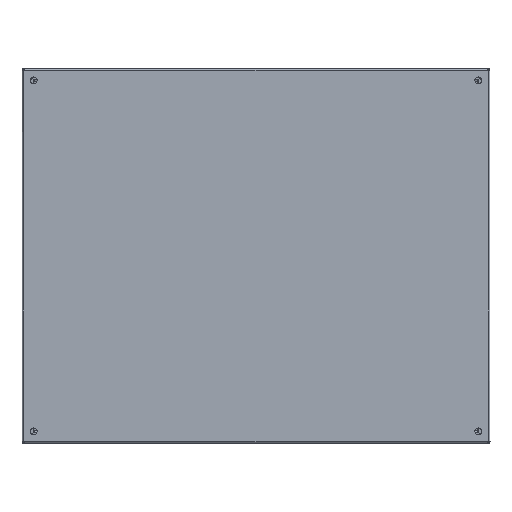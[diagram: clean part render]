
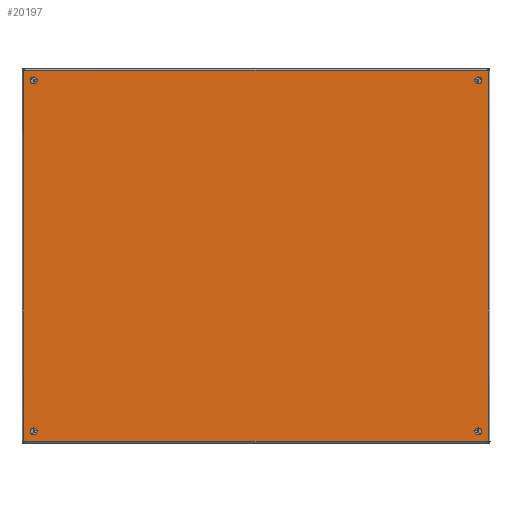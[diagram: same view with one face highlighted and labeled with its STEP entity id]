
A CAD part, top view. The second image highlights one B-rep face of the part: STEP entity #20197.
In plain terms, the highlighted face is planar.
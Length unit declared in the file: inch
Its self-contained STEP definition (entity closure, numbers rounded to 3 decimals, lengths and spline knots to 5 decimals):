
#15298=CARTESIAN_POINT('',(0.53125,0.75,0.0));
#15299=VERTEX_POINT('',#15298);
#15300=CARTESIAN_POINT('',(0.75,0.75,0.0));
#15301=DIRECTION('',(0.0,0.0,1.0));
#15302=DIRECTION('',(1.0,0.0,0.0));
#15303=AXIS2_PLACEMENT_3D('',#15300,#15301,#15302);
#15304=CIRCLE('',#15303,0.21875);
#15305=EDGE_CURVE('',#15299,#15299,#15304,.T.);
#15326=CARTESIAN_POINT('',(29.03125,0.75,0.0));
#15327=VERTEX_POINT('',#15326);
#15328=CARTESIAN_POINT('',(29.25,0.75,0.0));
#15329=DIRECTION('',(0.0,0.0,1.0));
#15330=DIRECTION('',(1.0,0.0,0.0));
#15331=AXIS2_PLACEMENT_3D('',#15328,#15329,#15330);
#15332=CIRCLE('',#15331,0.21875);
#15333=EDGE_CURVE('',#15327,#15327,#15332,.T.);
#15354=CARTESIAN_POINT('',(0.53125,23.25,0.0));
#15355=VERTEX_POINT('',#15354);
#15356=CARTESIAN_POINT('',(0.75,23.25,0.0));
#15357=DIRECTION('',(0.0,0.0,1.0));
#15358=DIRECTION('',(1.0,0.0,0.0));
#15359=AXIS2_PLACEMENT_3D('',#15356,#15357,#15358);
#15360=CIRCLE('',#15359,0.21875);
#15361=EDGE_CURVE('',#15355,#15355,#15360,.T.);
#15382=CARTESIAN_POINT('',(29.03125,23.25,0.0));
#15383=VERTEX_POINT('',#15382);
#15384=CARTESIAN_POINT('',(29.25,23.25,0.0));
#15385=DIRECTION('',(0.0,0.0,1.0));
#15386=DIRECTION('',(1.0,0.0,0.0));
#15387=AXIS2_PLACEMENT_3D('',#15384,#15385,#15386);
#15388=CIRCLE('',#15387,0.21875);
#15389=EDGE_CURVE('',#15383,#15383,#15388,.T.);
#18975=CARTESIAN_POINT('',(29.89475,23.88277,0.0));
#18976=VERTEX_POINT('',#18975);
#19073=CARTESIAN_POINT('',(29.89475,0.11723,0.0));
#19074=VERTEX_POINT('',#19073);
#19117=CARTESIAN_POINT('',(29.89475,23.88277,0.0));
#19118=DIRECTION('',(0.0,-1.0,0.0));
#19119=VECTOR('',#19118,23.76553);
#19120=LINE('',#19117,#19119);
#19121=EDGE_CURVE('',#18976,#19074,#19120,.T.);
#19292=CARTESIAN_POINT('',(0.11723,23.89475,0.));
#19293=VERTEX_POINT('',#19292);
#19390=CARTESIAN_POINT('',(29.88277,23.89475,0.0));
#19391=VERTEX_POINT('',#19390);
#19434=CARTESIAN_POINT('',(0.11723,23.89475,0.0));
#19435=DIRECTION('',(1.0,0.0,0.0));
#19436=VECTOR('',#19435,29.76553);
#19437=LINE('',#19434,#19436);
#19438=EDGE_CURVE('',#19293,#19391,#19437,.T.);
#19605=CARTESIAN_POINT('',(0.10525,0.11723,0.0));
#19606=VERTEX_POINT('',#19605);
#19703=CARTESIAN_POINT('',(0.10525,23.88277,0.0));
#19704=VERTEX_POINT('',#19703);
#19747=CARTESIAN_POINT('',(0.10525,0.11723,0.0));
#19748=DIRECTION('',(0.0,1.0,0.0));
#19749=VECTOR('',#19748,23.76553);
#19750=LINE('',#19747,#19749);
#19751=EDGE_CURVE('',#19606,#19704,#19750,.T.);
#19918=CARTESIAN_POINT('',(29.88277,0.10525,0.0));
#19919=VERTEX_POINT('',#19918);
#19974=CARTESIAN_POINT('',(0.11723,0.10525,0.0));
#19975=VERTEX_POINT('',#19974);
#19989=CARTESIAN_POINT('',(29.88277,0.10525,0.0));
#19990=DIRECTION('',(-1.0,0.0,0.0));
#19991=VECTOR('',#19990,29.76553);
#19992=LINE('',#19989,#19991);
#19993=EDGE_CURVE('',#19919,#19975,#19992,.T.);
#20084=CARTESIAN_POINT('',(0.06211,0.06211,0.0));
#20085=DIRECTION('',(0.0,0.0,1.0));
#20086=DIRECTION('',(1.0,0.0,0.0));
#20087=AXIS2_PLACEMENT_3D('',#20084,#20085,#20086);
#20088=CIRCLE('',#20087,0.07);
#20089=EDGE_CURVE('',#19975,#19606,#20088,.T.);
#20146=CARTESIAN_POINT('',(29.93789,0.06211,0.0));
#20147=DIRECTION('',(0.0,0.0,1.0));
#20148=DIRECTION('',(1.0,0.0,0.0));
#20149=AXIS2_PLACEMENT_3D('',#20146,#20147,#20148);
#20150=CIRCLE('',#20149,0.07);
#20151=EDGE_CURVE('',#19074,#19919,#20150,.T.);
#20158=CARTESIAN_POINT('',(15.,12.0,0.0));
#20159=DIRECTION('',(0.0,0.0,1.0));
#20160=DIRECTION('',(1.0,0.0,0.0));
#20161=AXIS2_PLACEMENT_3D('',#20158,#20159,#20160);
#20162=PLANE('',#20161);
#20163=ORIENTED_EDGE('',*,*,#19993,.T.);
#20164=ORIENTED_EDGE('',*,*,#20089,.T.);
#20165=ORIENTED_EDGE('',*,*,#19751,.T.);
#20166=CARTESIAN_POINT('',(0.06211,23.93789,0.0));
#20167=DIRECTION('',(0.0,0.0,1.0));
#20168=DIRECTION('',(1.0,0.0,0.0));
#20169=AXIS2_PLACEMENT_3D('',#20166,#20167,#20168);
#20170=CIRCLE('',#20169,0.07);
#20171=EDGE_CURVE('',#19704,#19293,#20170,.T.);
#20172=ORIENTED_EDGE('',*,*,#20171,.T.);
#20173=ORIENTED_EDGE('',*,*,#19438,.T.);
#20174=CARTESIAN_POINT('',(29.93789,23.93789,0.0));
#20175=DIRECTION('',(0.0,0.0,1.0));
#20176=DIRECTION('',(1.0,0.0,0.0));
#20177=AXIS2_PLACEMENT_3D('',#20174,#20175,#20176);
#20178=CIRCLE('',#20177,0.07);
#20179=EDGE_CURVE('',#19391,#18976,#20178,.T.);
#20180=ORIENTED_EDGE('',*,*,#20179,.T.);
#20181=ORIENTED_EDGE('',*,*,#19121,.T.);
#20182=ORIENTED_EDGE('',*,*,#20151,.T.);
#20183=EDGE_LOOP('',(#20163,#20164,#20165,#20172,#20173,#20180,#20181,#20182));
#20184=FACE_OUTER_BOUND('',#20183,.T.);
#20185=ORIENTED_EDGE('',*,*,#15305,.T.);
#20186=EDGE_LOOP('',(#20185));
#20187=FACE_BOUND('',#20186,.T.);
#20188=ORIENTED_EDGE('',*,*,#15333,.T.);
#20189=EDGE_LOOP('',(#20188));
#20190=FACE_BOUND('',#20189,.T.);
#20191=ORIENTED_EDGE('',*,*,#15361,.T.);
#20192=EDGE_LOOP('',(#20191));
#20193=FACE_BOUND('',#20192,.T.);
#20194=ORIENTED_EDGE('',*,*,#15389,.T.);
#20195=EDGE_LOOP('',(#20194));
#20196=FACE_BOUND('',#20195,.T.);
#20197=ADVANCED_FACE('',(#20184,#20187,#20190,#20193,#20196),#20162,.F.);
